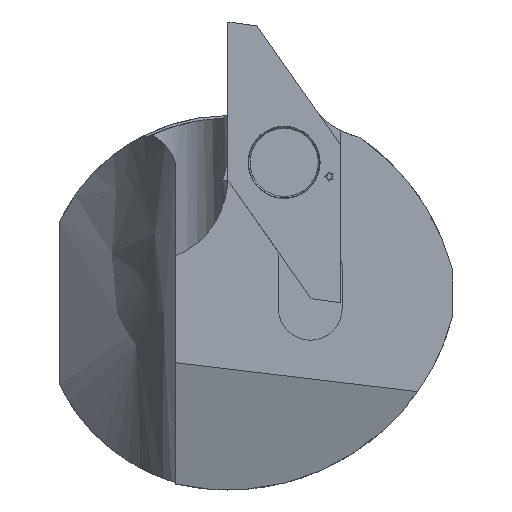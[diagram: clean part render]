
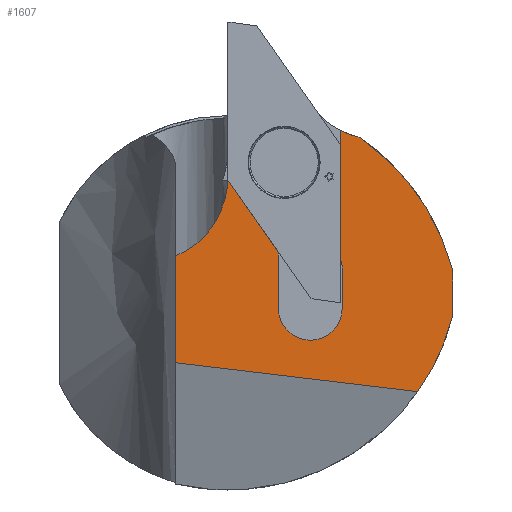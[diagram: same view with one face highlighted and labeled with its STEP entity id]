
A CAD part, left-side view. The second image highlights one B-rep face of the part: STEP entity #1607.
In plain terms, the highlighted planar face has unit normal (-1, 0, 0).
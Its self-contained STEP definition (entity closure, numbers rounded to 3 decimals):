
#15 = EDGE_CURVE ( 'NONE', #1557, #2311, #1844, .T. ) ;
#22 = AXIS2_PLACEMENT_3D ( 'NONE', #1384, #272, #451 ) ;
#24 = DIRECTION ( 'NONE',  ( 0., 0., 1. ) ) ;
#39 = CARTESIAN_POINT ( 'NONE',  ( 0., -6., 2.4 ) ) ;
#58 = ORIENTED_EDGE ( 'NONE', *, *, #1456, .F. ) ;
#70 = DIRECTION ( 'NONE',  ( 0., 0., 1. ) ) ;
#76 = CARTESIAN_POINT ( 'NONE',  ( 0., 12.5, 0. ) ) ;
#113 = CARTESIAN_POINT ( 'NONE',  ( 0., 0., 6.554 ) ) ;
#120 = ORIENTED_EDGE ( 'NONE', *, *, #1587, .F. ) ;
#137 =( BOUNDED_CURVE ( )  B_SPLINE_CURVE ( 3, ( #2125, #1417, #313, #1806 ),
 .UNSPECIFIED., .F., .F. ) 
 B_SPLINE_CURVE_WITH_KNOTS ( ( 4, 4 ),
 ( 0.323, 1.516 ),
 .UNSPECIFIED. ) 
 CURVE ( )  GEOMETRIC_REPRESENTATION_ITEM ( )  RATIONAL_B_SPLINE_CURVE ( ( 1., 0.885, 0.885, 1. ) ) 
 REPRESENTATION_ITEM ( '' )  );
#151 = AXIS2_PLACEMENT_3D ( 'NONE', #1036, #1956, #330 ) ;
#163 = CIRCLE ( 'NONE', #1701, 4.1 ) ;
#184 = ORIENTED_EDGE ( 'NONE', *, *, #1437, .F. ) ;
#194 = CARTESIAN_POINT ( 'NONE',  ( 0., -6., 9.208 ) ) ;
#218 = VECTOR ( 'NONE', #1351, 1000. ) ;
#226 = CARTESIAN_POINT ( 'NONE',  ( 0., 0., 6.554 ) ) ;
#239 = CARTESIAN_POINT ( 'NONE',  ( 0., -2.7, -0.3 ) ) ;
#245 = CIRCLE ( 'NONE', #22, 12.4 ) ;
#272 = DIRECTION ( 'NONE',  ( -1., 0., 0. ) ) ;
#304 = AXIS2_PLACEMENT_3D ( 'NONE', #76, #466, #431 ) ;
#313 = CARTESIAN_POINT ( 'NONE',  ( 0., 0.101, 4.641 ) ) ;
#330 = DIRECTION ( 'NONE',  ( 0., 0., 1. ) ) ;
#354 = DIRECTION ( 'NONE',  ( -1., 0., 0. ) ) ;
#369 = ORIENTED_EDGE ( 'NONE', *, *, #1343, .F. ) ;
#409 = VERTEX_POINT ( 'NONE', #1940 ) ;
#411 = VERTEX_POINT ( 'NONE', #1181 ) ;
#425 = VERTEX_POINT ( 'NONE', #457 ) ;
#431 = DIRECTION ( 'NONE',  ( 0., 0., -1. ) ) ;
#434 = VECTOR ( 'NONE', #2066, 1000. ) ;
#436 = CIRCLE ( 'NONE', #1564, 1.7 ) ;
#448 = CARTESIAN_POINT ( 'NONE',  ( 0., -2.61, 2.827 ) ) ;
#451 = DIRECTION ( 'NONE',  ( 0., 0., 1. ) ) ;
#457 = CARTESIAN_POINT ( 'NONE',  ( 0., -11.995, 1.763 ) ) ;
#466 = DIRECTION ( 'NONE',  ( 1., 0., 0. ) ) ;
#499 = CARTESIAN_POINT ( 'NONE',  ( 0., -11.995, -0.743 ) ) ;
#501 = VECTOR ( 'NONE', #1804, 1000. ) ;
#512 = CARTESIAN_POINT ( 'NONE',  ( 0., -6.1, 1.852 ) ) ;
#543 = ORIENTED_EDGE ( 'NONE', *, *, #1469, .F. ) ;
#575 = CARTESIAN_POINT ( 'NONE',  ( 0., 0., 6.554 ) ) ;
#583 = VECTOR ( 'NONE', #24, 1000. ) ;
#592 = EDGE_LOOP ( 'NONE', ( #1091, #1884, #1727, #755, #1825, #1787, #58, #543, #2044, #120, #369, #1450, #184, #1695, #1375 ) ) ;
#609 = DIRECTION ( 'NONE',  ( -1., 0., 0. ) ) ;
#622 = EDGE_CURVE ( 'NONE', #1906, #1614, #938, .T. ) ;
#691 = VERTEX_POINT ( 'NONE', #512 ) ;
#732 = EDGE_CURVE ( 'NONE', #409, #425, #1814, .T. ) ;
#746 = VERTEX_POINT ( 'NONE', #194 ) ;
#755 = ORIENTED_EDGE ( 'NONE', *, *, #732, .T. ) ;
#863 = CIRCLE ( 'NONE', #151, 12.4 ) ;
#865 = CIRCLE ( 'NONE', #1684, 1.55 ) ;
#896 = VECTOR ( 'NONE', #1710, 1000. ) ;
#897 = CARTESIAN_POINT ( 'NONE',  ( 0., -2.7, 2.54 ) ) ;
#929 = LINE ( 'NONE', #575, #434 ) ;
#931 = VECTOR ( 'NONE', #1858, 1000. ) ;
#938 = CIRCLE ( 'NONE', #1317, 0.5 ) ;
#974 = CARTESIAN_POINT ( 'NONE',  ( 0., 2.8, 2.51 ) ) ;
#1004 = DIRECTION ( 'NONE',  ( 0., 0., 1. ) ) ;
#1036 = CARTESIAN_POINT ( 'NONE',  ( 0., 0., -1.38 ) ) ;
#1056 = CARTESIAN_POINT ( 'NONE',  ( 0., -2.2, 2.54 ) ) ;
#1091 = ORIENTED_EDGE ( 'NONE', *, *, #1170, .T. ) ;
#1101 = VERTEX_POINT ( 'NONE', #2321 ) ;
#1105 = LINE ( 'NONE', #1250, #1541 ) ;
#1170 = EDGE_CURVE ( 'NONE', #1559, #1557, #1105, .T. ) ;
#1181 = CARTESIAN_POINT ( 'NONE',  ( 0., -6.1, -0.3 ) ) ;
#1211 = CARTESIAN_POINT ( 'NONE',  ( 0., -10.135, -4.745 ) ) ;
#1250 = CARTESIAN_POINT ( 'NONE',  ( 0., 2.8, 0. ) ) ;
#1274 = VERTEX_POINT ( 'NONE', #2005 ) ;
#1295 = EDGE_CURVE ( 'NONE', #411, #691, #1489, .T. ) ;
#1317 = AXIS2_PLACEMENT_3D ( 'NONE', #1056, #354, #2007 ) ;
#1343 = EDGE_CURVE ( 'NONE', #1906, #2248, #2268, .T. ) ;
#1351 = DIRECTION ( 'NONE',  ( 0., 0., 1. ) ) ;
#1375 = ORIENTED_EDGE ( 'NONE', *, *, #1712, .F. ) ;
#1384 = CARTESIAN_POINT ( 'NONE',  ( 0., 0., 2.4 ) ) ;
#1400 = DIRECTION ( 'NONE',  ( 0., 0., 1. ) ) ;
#1417 = CARTESIAN_POINT ( 'NONE',  ( 0., 1.153, 3.117 ) ) ;
#1425 = CARTESIAN_POINT ( 'NONE',  ( 0., -7.852, 12.866 ) ) ;
#1437 = EDGE_CURVE ( 'NONE', #1581, #1614, #1893, .T. ) ;
#1450 = ORIENTED_EDGE ( 'NONE', *, *, #622, .T. ) ;
#1456 = EDGE_CURVE ( 'NONE', #1101, #746, #2354, .T. ) ;
#1469 = EDGE_CURVE ( 'NONE', #691, #1101, #865, .T. ) ;
#1470 = DIRECTION ( 'NONE',  ( 0., -0.993, -0.119 ) ) ;
#1489 = LINE ( 'NONE', #1672, #583 ) ;
#1516 = CARTESIAN_POINT ( 'NONE',  ( 0., -7., 8.855 ) ) ;
#1530 = VERTEX_POINT ( 'NONE', #1516 ) ;
#1541 = VECTOR ( 'NONE', #2378, 1000. ) ;
#1557 = VERTEX_POINT ( 'NONE', #2084 ) ;
#1559 = VERTEX_POINT ( 'NONE', #974 ) ;
#1564 = AXIS2_PLACEMENT_3D ( 'NONE', #1571, #2102, #1004 ) ;
#1571 = CARTESIAN_POINT ( 'NONE',  ( 0., -4.4, -0.3 ) ) ;
#1581 = VERTEX_POINT ( 'NONE', #113 ) ;
#1582 = DIRECTION ( 'NONE',  ( 1., 0., 0. ) ) ;
#1587 = EDGE_CURVE ( 'NONE', #2248, #411, #436, .T. ) ;
#1607 = ADVANCED_FACE ( 'NONE', ( #1945 ), #1763, .F. ) ;
#1614 = VERTEX_POINT ( 'NONE', #448 ) ;
#1662 = EDGE_CURVE ( 'NONE', #425, #1530, #863, .T. ) ;
#1672 = CARTESIAN_POINT ( 'NONE',  ( 0., -6.1, -0.3 ) ) ;
#1684 = AXIS2_PLACEMENT_3D ( 'NONE', #2072, #609, #70 ) ;
#1695 = ORIENTED_EDGE ( 'NONE', *, *, #1979, .F. ) ;
#1701 = AXIS2_PLACEMENT_3D ( 'NONE', #1425, #1582, #1400 ) ;
#1710 = DIRECTION ( 'NONE',  ( 0., -0.574, -0.819 ) ) ;
#1712 = EDGE_CURVE ( 'NONE', #1559, #1274, #137, .T. ) ;
#1727 = ORIENTED_EDGE ( 'NONE', *, *, #2151, .T. ) ;
#1763 = PLANE ( 'NONE',  #304 ) ;
#1774 = EDGE_CURVE ( 'NONE', #1530, #746, #163, .T. ) ;
#1787 = ORIENTED_EDGE ( 'NONE', *, *, #1774, .T. ) ;
#1804 = DIRECTION ( 'NONE',  ( 0., 0., 1. ) ) ;
#1806 = CARTESIAN_POINT ( 'NONE',  ( 0., 0.006, 6.554 ) ) ;
#1814 = LINE ( 'NONE', #499, #501 ) ;
#1825 = ORIENTED_EDGE ( 'NONE', *, *, #1662, .T. ) ;
#1844 = LINE ( 'NONE', #2394, #2157 ) ;
#1858 = DIRECTION ( 'NONE',  ( 0., 0., -1. ) ) ;
#1884 = ORIENTED_EDGE ( 'NONE', *, *, #15, .T. ) ;
#1893 = LINE ( 'NONE', #226, #896 ) ;
#1906 = VERTEX_POINT ( 'NONE', #897 ) ;
#1940 = CARTESIAN_POINT ( 'NONE',  ( 0., -11.995, -0.743 ) ) ;
#1945 = FACE_OUTER_BOUND ( 'NONE', #592, .T. ) ;
#1956 = DIRECTION ( 'NONE',  ( -1., 0., 0. ) ) ;
#1979 = EDGE_CURVE ( 'NONE', #1274, #1581, #929, .T. ) ;
#2005 = CARTESIAN_POINT ( 'NONE',  ( 0., 0.006, 6.554 ) ) ;
#2007 = DIRECTION ( 'NONE',  ( 0., 0., -1. ) ) ;
#2038 = CARTESIAN_POINT ( 'NONE',  ( 0., -2.7, 2.698 ) ) ;
#2044 = ORIENTED_EDGE ( 'NONE', *, *, #1295, .F. ) ;
#2066 = DIRECTION ( 'NONE',  ( 0., -1., 0. ) ) ;
#2072 = CARTESIAN_POINT ( 'NONE',  ( 0., -4.55, 1.852 ) ) ;
#2084 = CARTESIAN_POINT ( 'NONE',  ( 0., 2.8, -3.2 ) ) ;
#2102 = DIRECTION ( 'NONE',  ( -1., 0., 0. ) ) ;
#2125 = CARTESIAN_POINT ( 'NONE',  ( 0., 2.8, 2.51 ) ) ;
#2151 = EDGE_CURVE ( 'NONE', #2311, #409, #245, .T. ) ;
#2157 = VECTOR ( 'NONE', #1470, 1000. ) ;
#2248 = VERTEX_POINT ( 'NONE', #239 ) ;
#2268 = LINE ( 'NONE', #2038, #931 ) ;
#2311 = VERTEX_POINT ( 'NONE', #1211 ) ;
#2321 = CARTESIAN_POINT ( 'NONE',  ( 0., -6., 2.4 ) ) ;
#2354 = LINE ( 'NONE', #39, #218 ) ;
#2378 = DIRECTION ( 'NONE',  ( 0., 0., -1. ) ) ;
#2394 = CARTESIAN_POINT ( 'NONE',  ( 0., 12.74, -2.013 ) ) ;
